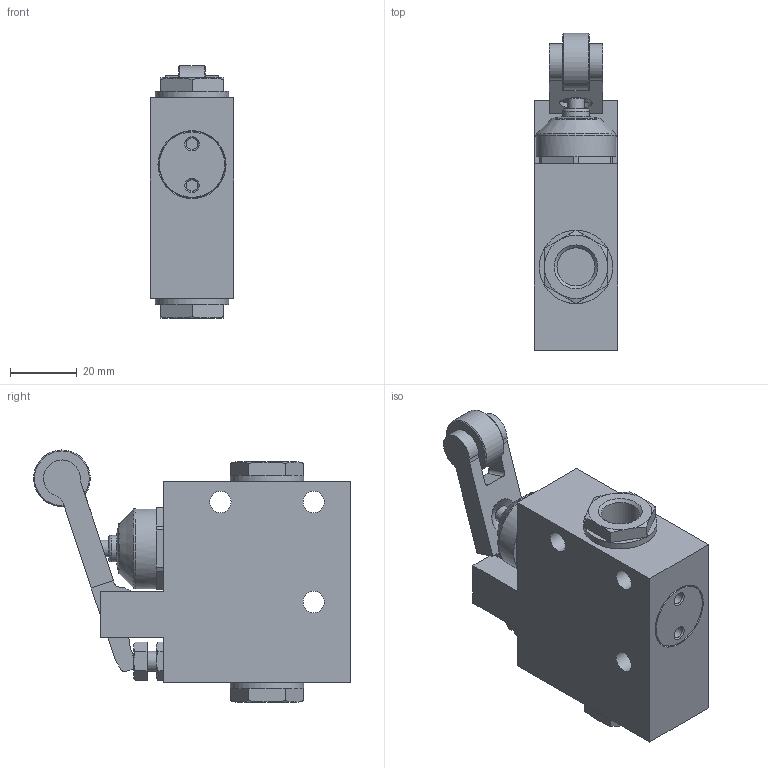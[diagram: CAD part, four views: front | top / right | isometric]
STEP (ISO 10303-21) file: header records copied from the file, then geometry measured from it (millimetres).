
FILE_DESCRIPTION(/* description */ ('STEP AP214'),/* implementation_level */ '2;1');
FILE_NAME(/* name */ '3634_GGO-1_4-3_8',/* time_stamp */ '2024-08-28T20:22:16+02:00',/* author */ ('License CC BY-ND 4.0'),/* organization */ ('CADENAS'),/* preprocessor_version */ 'ST-DEVELOPER v19.3',/* originating_system */ 'PARTsolutions',/* authorisation */ ' ');
FILE_SCHEMA (('AUTOMOTIVE_DESIGN {1 0 10303 214 3 1 1}'));
Length unit declared in the file: millimetre
Products named in the file (1): 3634 GGO-1/4-3/8--(0)
Bounding box: 25 x 95.03 x 75.6 mm (x, y, z)
Volume: 100772.5 mm3; surface area: 22285.6 mm2
Topology: 1 solids, 1 shells, 173 faces, 412 edges, 257 vertices
Faces by surface type: plane 88, cone 42, cylinder 40, torus 3
Full cylindrical faces by diameter (mm): 3.5 x2, 4 x2, 5 x1, 6 x1, 6.4 x3, 8 x3, 11.445 x2, 17 x1, 22 x2, 24 x1
Entity records: 4848 total; most frequent: CARTESIAN_POINT 981, DIRECTION 795, ORIENTED_EDGE 742, EDGE_CURVE 371, AXIS2_PLACEMENT_3D 311, VERTEX_POINT 250, FACE_BOUND 237, EDGE_LOOP 236
